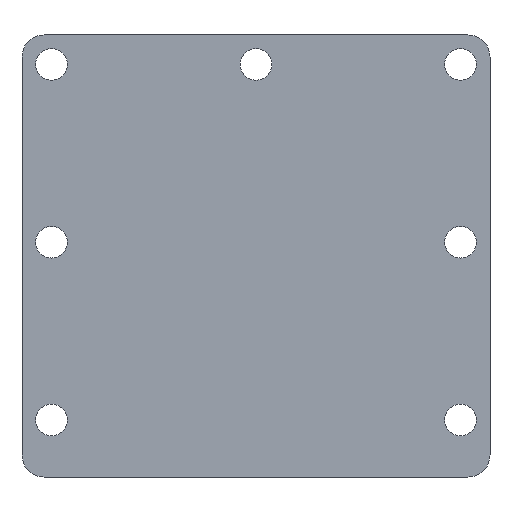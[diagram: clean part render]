
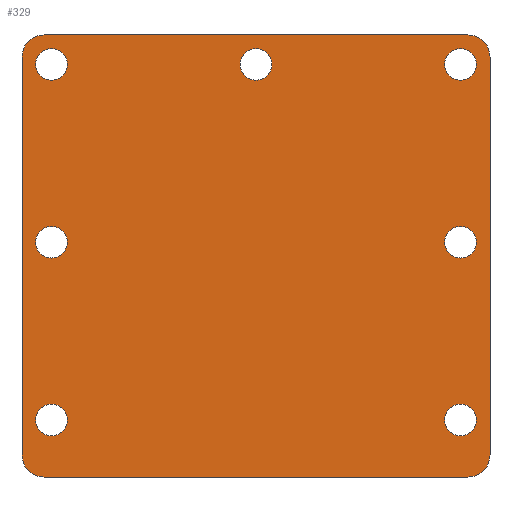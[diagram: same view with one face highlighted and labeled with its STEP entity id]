
A CAD part, front view. The second image highlights one B-rep face of the part: STEP entity #329.
In plain terms, the highlighted planar face has unit normal (0, -1, 0).
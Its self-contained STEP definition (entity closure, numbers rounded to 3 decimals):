
#15=FACE_BOUND('',#55,.T.);
#16=FACE_BOUND('',#56,.T.);
#17=FACE_BOUND('',#57,.T.);
#18=FACE_BOUND('',#58,.T.);
#19=FACE_BOUND('',#59,.T.);
#20=FACE_BOUND('',#60,.T.);
#21=FACE_BOUND('',#61,.T.);
#30=PLANE('',#362);
#37=FACE_OUTER_BOUND('',#54,.T.);
#54=EDGE_LOOP('',(#234,#235,#236,#237,#238,#239,#240,#241));
#55=EDGE_LOOP('',(#242));
#56=EDGE_LOOP('',(#243));
#57=EDGE_LOOP('',(#244));
#58=EDGE_LOOP('',(#245));
#59=EDGE_LOOP('',(#246));
#60=EDGE_LOOP('',(#247));
#61=EDGE_LOOP('',(#248));
#85=LINE('',#512,#108);
#88=LINE('',#518,#111);
#89=LINE('',#522,#112);
#90=LINE('',#526,#113);
#108=VECTOR('',#409,10.);
#111=VECTOR('',#414,10.);
#112=VECTOR('',#417,10.);
#113=VECTOR('',#420,10.);
#130=CIRCLE('',#360,3.);
#131=CIRCLE('',#363,3.);
#132=CIRCLE('',#364,3.);
#133=CIRCLE('',#365,3.);
#134=CIRCLE('',#366,2.15);
#135=CIRCLE('',#367,2.15);
#136=CIRCLE('',#368,2.15);
#137=CIRCLE('',#369,2.15);
#138=CIRCLE('',#370,2.15);
#139=CIRCLE('',#371,2.15);
#140=CIRCLE('',#372,2.15);
#153=VERTEX_POINT('',#505);
#154=VERTEX_POINT('',#507);
#155=VERTEX_POINT('',#511);
#157=VERTEX_POINT('',#517);
#158=VERTEX_POINT('',#519);
#159=VERTEX_POINT('',#521);
#160=VERTEX_POINT('',#523);
#161=VERTEX_POINT('',#525);
#162=VERTEX_POINT('',#528);
#163=VERTEX_POINT('',#530);
#164=VERTEX_POINT('',#532);
#165=VERTEX_POINT('',#534);
#166=VERTEX_POINT('',#536);
#167=VERTEX_POINT('',#538);
#168=VERTEX_POINT('',#540);
#183=EDGE_CURVE('',#153,#154,#130,.T.);
#185=EDGE_CURVE('',#155,#154,#85,.T.);
#188=EDGE_CURVE('',#153,#157,#88,.T.);
#189=EDGE_CURVE('',#158,#157,#131,.T.);
#190=EDGE_CURVE('',#158,#159,#89,.T.);
#191=EDGE_CURVE('',#160,#159,#132,.T.);
#192=EDGE_CURVE('',#160,#161,#90,.T.);
#193=EDGE_CURVE('',#155,#161,#133,.T.);
#194=EDGE_CURVE('',#162,#162,#134,.T.);
#195=EDGE_CURVE('',#163,#163,#135,.T.);
#196=EDGE_CURVE('',#164,#164,#136,.T.);
#197=EDGE_CURVE('',#165,#165,#137,.T.);
#198=EDGE_CURVE('',#166,#166,#138,.T.);
#199=EDGE_CURVE('',#167,#167,#139,.T.);
#200=EDGE_CURVE('',#168,#168,#140,.T.);
#234=ORIENTED_EDGE('',*,*,#183,.F.);
#235=ORIENTED_EDGE('',*,*,#188,.T.);
#236=ORIENTED_EDGE('',*,*,#189,.F.);
#237=ORIENTED_EDGE('',*,*,#190,.T.);
#238=ORIENTED_EDGE('',*,*,#191,.F.);
#239=ORIENTED_EDGE('',*,*,#192,.T.);
#240=ORIENTED_EDGE('',*,*,#193,.F.);
#241=ORIENTED_EDGE('',*,*,#185,.T.);
#242=ORIENTED_EDGE('',*,*,#194,.F.);
#243=ORIENTED_EDGE('',*,*,#195,.F.);
#244=ORIENTED_EDGE('',*,*,#196,.F.);
#245=ORIENTED_EDGE('',*,*,#197,.F.);
#246=ORIENTED_EDGE('',*,*,#198,.F.);
#247=ORIENTED_EDGE('',*,*,#199,.F.);
#248=ORIENTED_EDGE('',*,*,#200,.F.);
#329=ADVANCED_FACE('',(#37,#15,#16,#17,#18,#19,#20,#21),#30,.F.);
#360=AXIS2_PLACEMENT_3D('',#508,#404,#405);
#362=AXIS2_PLACEMENT_3D('',#516,#412,#413);
#363=AXIS2_PLACEMENT_3D('',#520,#415,#416);
#364=AXIS2_PLACEMENT_3D('',#524,#418,#419);
#365=AXIS2_PLACEMENT_3D('',#527,#421,#422);
#366=AXIS2_PLACEMENT_3D('',#529,#423,#424);
#367=AXIS2_PLACEMENT_3D('',#531,#425,#426);
#368=AXIS2_PLACEMENT_3D('',#533,#427,#428);
#369=AXIS2_PLACEMENT_3D('',#535,#429,#430);
#370=AXIS2_PLACEMENT_3D('',#537,#431,#432);
#371=AXIS2_PLACEMENT_3D('',#539,#433,#434);
#372=AXIS2_PLACEMENT_3D('',#541,#435,#436);
#404=DIRECTION('center_axis',(0.,1.,0.));
#405=DIRECTION('ref_axis',(-0.707,0.,0.707));
#409=DIRECTION('',(-1.,0.,0.));
#412=DIRECTION('center_axis',(0.,1.,0.));
#413=DIRECTION('ref_axis',(-1.,0.,0.));
#414=DIRECTION('',(0.,0.,-1.));
#415=DIRECTION('center_axis',(0.,1.,0.));
#416=DIRECTION('ref_axis',(-0.707,0.,-0.707));
#417=DIRECTION('',(1.,0.,0.));
#418=DIRECTION('center_axis',(0.,1.,0.));
#419=DIRECTION('ref_axis',(0.707,0.,-0.707));
#420=DIRECTION('',(0.,0.,1.));
#421=DIRECTION('center_axis',(0.,1.,0.));
#422=DIRECTION('ref_axis',(0.707,0.,0.707));
#423=DIRECTION('center_axis',(0.,-1.,0.));
#424=DIRECTION('ref_axis',(-1.,0.,0.));
#425=DIRECTION('center_axis',(0.,-1.,0.));
#426=DIRECTION('ref_axis',(-1.,0.,0.));
#427=DIRECTION('center_axis',(0.,-1.,0.));
#428=DIRECTION('ref_axis',(-1.,0.,0.));
#429=DIRECTION('center_axis',(0.,-1.,0.));
#430=DIRECTION('ref_axis',(-1.,0.,0.));
#431=DIRECTION('center_axis',(0.,-1.,0.));
#432=DIRECTION('ref_axis',(-1.,0.,0.));
#433=DIRECTION('center_axis',(0.,-1.,0.));
#434=DIRECTION('ref_axis',(-1.,0.,0.));
#435=DIRECTION('center_axis',(0.,-1.,0.));
#436=DIRECTION('ref_axis',(-1.,0.,0.));
#505=CARTESIAN_POINT('',(19.,175.,57.));
#507=CARTESIAN_POINT('',(22.,175.,60.));
#508=CARTESIAN_POINT('Origin',(22.,175.,57.));
#511=CARTESIAN_POINT('',(79.5,175.,60.));
#512=CARTESIAN_POINT('',(82.5,175.,60.));
#516=CARTESIAN_POINT('Origin',(50.75,175.,30.));
#517=CARTESIAN_POINT('',(19.,175.,3.));
#518=CARTESIAN_POINT('',(19.,175.,60.));
#519=CARTESIAN_POINT('',(22.,175.,0.));
#520=CARTESIAN_POINT('Origin',(22.,175.,3.));
#521=CARTESIAN_POINT('',(79.5,175.,0.));
#522=CARTESIAN_POINT('',(19.,175.,0.));
#523=CARTESIAN_POINT('',(82.5,175.,3.));
#524=CARTESIAN_POINT('Origin',(79.5,175.,3.));
#525=CARTESIAN_POINT('',(82.5,175.,57.));
#526=CARTESIAN_POINT('',(82.5,175.,0.));
#527=CARTESIAN_POINT('Origin',(79.5,175.,57.));
#528=CARTESIAN_POINT('',(25.15,175.,56.));
#529=CARTESIAN_POINT('Origin',(23.,175.,56.));
#530=CARTESIAN_POINT('',(52.9,175.,56.));
#531=CARTESIAN_POINT('Origin',(50.75,175.,56.));
#532=CARTESIAN_POINT('',(80.65,175.,7.75));
#533=CARTESIAN_POINT('Origin',(78.5,175.,7.75));
#534=CARTESIAN_POINT('',(80.65,175.,56.));
#535=CARTESIAN_POINT('Origin',(78.5,175.,56.));
#536=CARTESIAN_POINT('',(25.15,175.,31.875));
#537=CARTESIAN_POINT('Origin',(23.,175.,31.875));
#538=CARTESIAN_POINT('',(80.65,175.,31.875));
#539=CARTESIAN_POINT('Origin',(78.5,175.,31.875));
#540=CARTESIAN_POINT('',(25.15,175.,7.75));
#541=CARTESIAN_POINT('Origin',(23.,175.,7.75));
